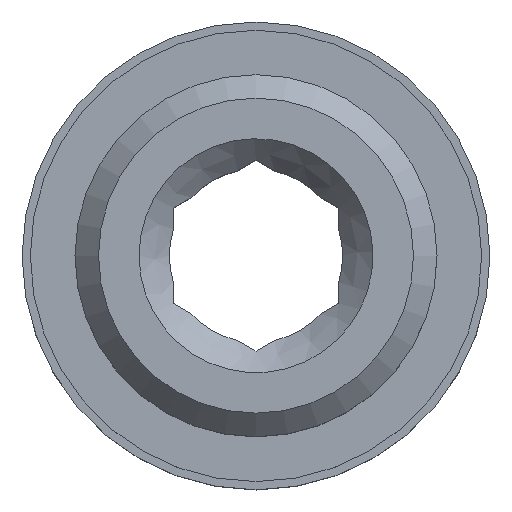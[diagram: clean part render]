
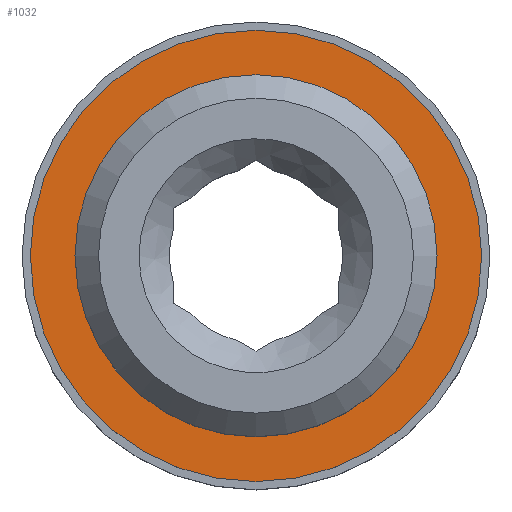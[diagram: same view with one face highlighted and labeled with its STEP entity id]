
A CAD part, top view. The second image highlights one B-rep face of the part: STEP entity #1032.
In plain terms, the highlighted planar face has unit normal (0, 0, 1).
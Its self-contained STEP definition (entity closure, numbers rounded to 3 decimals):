
#40=PLANE('',#1119);
#96=CIRCLE('',#1118,6.579);
#97=CIRCLE('',#1120,8.2);
#168=ORIENTED_EDGE('',*,*,#317,.F.);
#169=ORIENTED_EDGE('',*,*,#316,.T.);
#316=EDGE_CURVE('',#400,#400,#96,.T.);
#317=EDGE_CURVE('',#401,#401,#97,.T.);
#400=VERTEX_POINT('',#1477);
#401=VERTEX_POINT('',#1480);
#531=EDGE_LOOP('',(#168));
#532=EDGE_LOOP('',(#169));
#611=FACE_BOUND('',#531,.T.);
#612=FACE_BOUND('',#532,.T.);
#1032=ADVANCED_FACE('',(#611,#612),#40,.F.);
#1118=AXIS2_PLACEMENT_3D('',#1476,#1279,#1280);
#1119=AXIS2_PLACEMENT_3D('',#1478,#1281,#1282);
#1120=AXIS2_PLACEMENT_3D('',#1479,#1283,#1284);
#1279=DIRECTION('',(0.,0.,-1.));
#1280=DIRECTION('',(-1.,0.,0.));
#1281=DIRECTION('',(0.,0.,-1.));
#1282=DIRECTION('',(-1.,0.,0.));
#1283=DIRECTION('',(0.,0.,-1.));
#1284=DIRECTION('',(-1.,0.,0.));
#1476=CARTESIAN_POINT('',(0.,0.,0.));
#1477=CARTESIAN_POINT('',(-6.579,0.,0.));
#1478=CARTESIAN_POINT('',(0.,6.579,0.));
#1479=CARTESIAN_POINT('',(0.,0.,0.));
#1480=CARTESIAN_POINT('',(-8.2,0.,0.));
